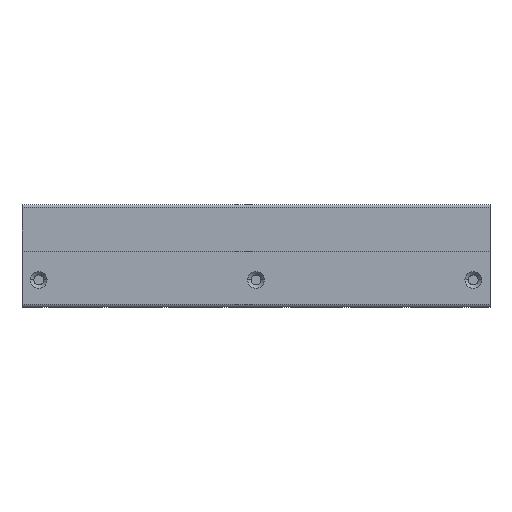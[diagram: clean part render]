
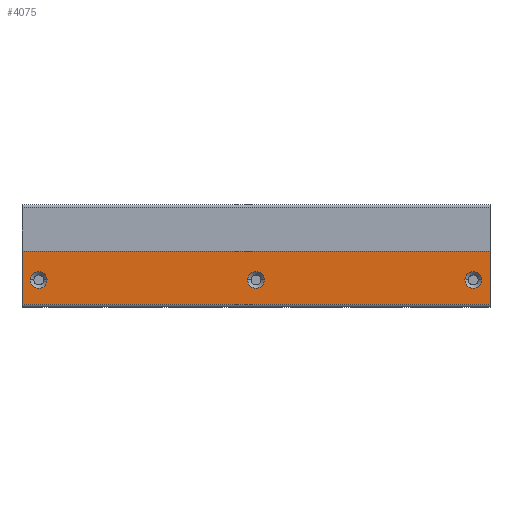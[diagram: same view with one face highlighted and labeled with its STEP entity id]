
A CAD part, top view. The second image highlights one B-rep face of the part: STEP entity #4075.
In plain terms, the highlighted planar face has unit normal (0, 0, 1).
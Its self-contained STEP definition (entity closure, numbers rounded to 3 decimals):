
#14 = LINE ( 'NONE', #1600, #250 ) ;
#92 = CARTESIAN_POINT ( 'NONE',  ( 67.5, -7.25, 34. ) ) ;
#250 = VECTOR ( 'NONE', #2392, 1000. ) ;
#379 = ORIENTED_EDGE ( 'NONE', *, *, #2510, .F. ) ;
#394 = FACE_BOUND ( 'NONE', #2247, .T. ) ;
#584 = ORIENTED_EDGE ( 'NONE', *, *, #1439, .T. ) ;
#604 = EDGE_CURVE ( 'NONE', #3837, #4065, #4113, .T. ) ;
#659 = CIRCLE ( 'NONE', #2067, 2.5 ) ;
#764 = FACE_BOUND ( 'NONE', #3100, .T. ) ;
#790 = EDGE_CURVE ( 'NONE', #3427, #4249, #4845, .T. ) ;
#802 = ORIENTED_EDGE ( 'NONE', *, *, #1562, .T. ) ;
#808 = DIRECTION ( 'NONE',  ( 0., 0., -1. ) ) ;
#832 = CIRCLE ( 'NONE', #4945, 2.5 ) ;
#867 = CARTESIAN_POINT ( 'NONE',  ( -65., -7.25, 34. ) ) ;
#880 = CARTESIAN_POINT ( 'NONE',  ( -65., -7.25, 34. ) ) ;
#921 = VECTOR ( 'NONE', #3815, 1000. ) ;
#1073 = CARTESIAN_POINT ( 'NONE',  ( 70., 1.4, 34. ) ) ;
#1090 = ORIENTED_EDGE ( 'NONE', *, *, #4014, .F. ) ;
#1096 = AXIS2_PLACEMENT_3D ( 'NONE', #2293, #1104, #2345 ) ;
#1104 = DIRECTION ( 'NONE',  ( 0., 0., -1. ) ) ;
#1137 = ORIENTED_EDGE ( 'NONE', *, *, #790, .T. ) ;
#1163 = CIRCLE ( 'NONE', #3058, 2.5 ) ;
#1182 = EDGE_CURVE ( 'NONE', #1856, #2405, #1163, .T. ) ;
#1219 = EDGE_LOOP ( 'NONE', ( #1137, #1090, #379, #802 ) ) ;
#1284 = DIRECTION ( 'NONE',  ( 0., 1., 0. ) ) ;
#1380 = VERTEX_POINT ( 'NONE', #1073 ) ;
#1389 = CARTESIAN_POINT ( 'NONE',  ( 65., -7.25, 34. ) ) ;
#1439 = EDGE_CURVE ( 'NONE', #4065, #3837, #2323, .T. ) ;
#1474 = DIRECTION ( 'NONE',  ( 0., 0., -1. ) ) ;
#1487 = DIRECTION ( 'NONE',  ( 0., 1., 0. ) ) ;
#1497 = AXIS2_PLACEMENT_3D ( 'NONE', #5045, #808, #2292 ) ;
#1525 = CARTESIAN_POINT ( 'NONE',  ( -67.5, -7.25, 34. ) ) ;
#1562 = EDGE_CURVE ( 'NONE', #1380, #3427, #14, .T. ) ;
#1596 = EDGE_CURVE ( 'NONE', #3538, #2639, #832, .T. ) ;
#1600 = CARTESIAN_POINT ( 'NONE',  ( 70., 1.4, 34. ) ) ;
#1679 = DIRECTION ( 'NONE',  ( 0., 1., 0. ) ) ;
#1762 = DIRECTION ( 'NONE',  ( 0., 0., -1. ) ) ;
#1791 = ORIENTED_EDGE ( 'NONE', *, *, #2918, .T. ) ;
#1830 = CARTESIAN_POINT ( 'NONE',  ( 70., 1.4, 34. ) ) ;
#1856 = VERTEX_POINT ( 'NONE', #2455 ) ;
#2067 = AXIS2_PLACEMENT_3D ( 'NONE', #867, #2452, #1679 ) ;
#2140 = CARTESIAN_POINT ( 'NONE',  ( 65., -7.25, 34. ) ) ;
#2247 = EDGE_LOOP ( 'NONE', ( #584, #4129 ) ) ;
#2292 = DIRECTION ( 'NONE',  ( 0., 1., 0. ) ) ;
#2293 = CARTESIAN_POINT ( 'NONE',  ( 70., 1.4, 34. ) ) ;
#2323 = CIRCLE ( 'NONE', #1497, 2.5 ) ;
#2345 = DIRECTION ( 'NONE',  ( -1., 0., 0. ) ) ;
#2392 = DIRECTION ( 'NONE',  ( -1., 0., 0. ) ) ;
#2405 = VERTEX_POINT ( 'NONE', #92 ) ;
#2415 = CARTESIAN_POINT ( 'NONE',  ( -70., 1.4, 34. ) ) ;
#2438 = CARTESIAN_POINT ( 'NONE',  ( -62.5, -7.25, 34. ) ) ;
#2442 = DIRECTION ( 'NONE',  ( 0., -1., 0. ) ) ;
#2447 = EDGE_CURVE ( 'NONE', #2639, #3538, #659, .T. ) ;
#2452 = DIRECTION ( 'NONE',  ( 0., 0., -1. ) ) ;
#2455 = CARTESIAN_POINT ( 'NONE',  ( 62.5, -7.25, 34. ) ) ;
#2510 = EDGE_CURVE ( 'NONE', #1380, #3075, #4523, .T. ) ;
#2602 = CARTESIAN_POINT ( 'NONE',  ( 70., -14.492, 34. ) ) ;
#2639 = VERTEX_POINT ( 'NONE', #1525 ) ;
#2653 = FACE_OUTER_BOUND ( 'NONE', #1219, .T. ) ;
#2684 = ORIENTED_EDGE ( 'NONE', *, *, #2447, .T. ) ;
#2856 = DIRECTION ( 'NONE',  ( 0., 0., -1. ) ) ;
#2873 = CARTESIAN_POINT ( 'NONE',  ( -70., 1.4, 34. ) ) ;
#2918 = EDGE_CURVE ( 'NONE', #2405, #1856, #5034, .T. ) ;
#2973 = VECTOR ( 'NONE', #2442, 1000. ) ;
#3058 = AXIS2_PLACEMENT_3D ( 'NONE', #1389, #1474, #4233 ) ;
#3075 = VERTEX_POINT ( 'NONE', #4371 ) ;
#3100 = EDGE_LOOP ( 'NONE', ( #4258, #2684 ) ) ;
#3241 = CARTESIAN_POINT ( 'NONE',  ( -70., -14.492, 34. ) ) ;
#3365 = DIRECTION ( 'NONE',  ( 0., -1., 0. ) ) ;
#3383 = AXIS2_PLACEMENT_3D ( 'NONE', #2140, #1762, #4938 ) ;
#3397 = LINE ( 'NONE', #2602, #921 ) ;
#3427 = VERTEX_POINT ( 'NONE', #2415 ) ;
#3441 = CARTESIAN_POINT ( 'NONE',  ( 0., -7.25, 34. ) ) ;
#3526 = PLANE ( 'NONE',  #1096 ) ;
#3538 = VERTEX_POINT ( 'NONE', #2438 ) ;
#3550 = VECTOR ( 'NONE', #3365, 1000. ) ;
#3680 = CARTESIAN_POINT ( 'NONE',  ( -2.5, -7.25, 34. ) ) ;
#3815 = DIRECTION ( 'NONE',  ( -1., 0., 0. ) ) ;
#3837 = VERTEX_POINT ( 'NONE', #3680 ) ;
#4014 = EDGE_CURVE ( 'NONE', #3075, #4249, #3397, .T. ) ;
#4065 = VERTEX_POINT ( 'NONE', #4273 ) ;
#4075 = ADVANCED_FACE ( 'NONE', ( #5091, #394, #764, #2653 ), #3526, .F. ) ;
#4113 = CIRCLE ( 'NONE', #4846, 2.5 ) ;
#4119 = ORIENTED_EDGE ( 'NONE', *, *, #1182, .T. ) ;
#4129 = ORIENTED_EDGE ( 'NONE', *, *, #604, .T. ) ;
#4233 = DIRECTION ( 'NONE',  ( 0., 1., 0. ) ) ;
#4249 = VERTEX_POINT ( 'NONE', #3241 ) ;
#4258 = ORIENTED_EDGE ( 'NONE', *, *, #1596, .T. ) ;
#4273 = CARTESIAN_POINT ( 'NONE',  ( 2.5, -7.25, 34. ) ) ;
#4371 = CARTESIAN_POINT ( 'NONE',  ( 70., -14.492, 34. ) ) ;
#4523 = LINE ( 'NONE', #1830, #3550 ) ;
#4572 = EDGE_LOOP ( 'NONE', ( #1791, #4119 ) ) ;
#4624 = DIRECTION ( 'NONE',  ( 0., 0., -1. ) ) ;
#4845 = LINE ( 'NONE', #2873, #2973 ) ;
#4846 = AXIS2_PLACEMENT_3D ( 'NONE', #3441, #4624, #1487 ) ;
#4938 = DIRECTION ( 'NONE',  ( 0., 1., 0. ) ) ;
#4945 = AXIS2_PLACEMENT_3D ( 'NONE', #880, #2856, #1284 ) ;
#5034 = CIRCLE ( 'NONE', #3383, 2.5 ) ;
#5045 = CARTESIAN_POINT ( 'NONE',  ( 0., -7.25, 34. ) ) ;
#5091 = FACE_BOUND ( 'NONE', #4572, .T. ) ;
